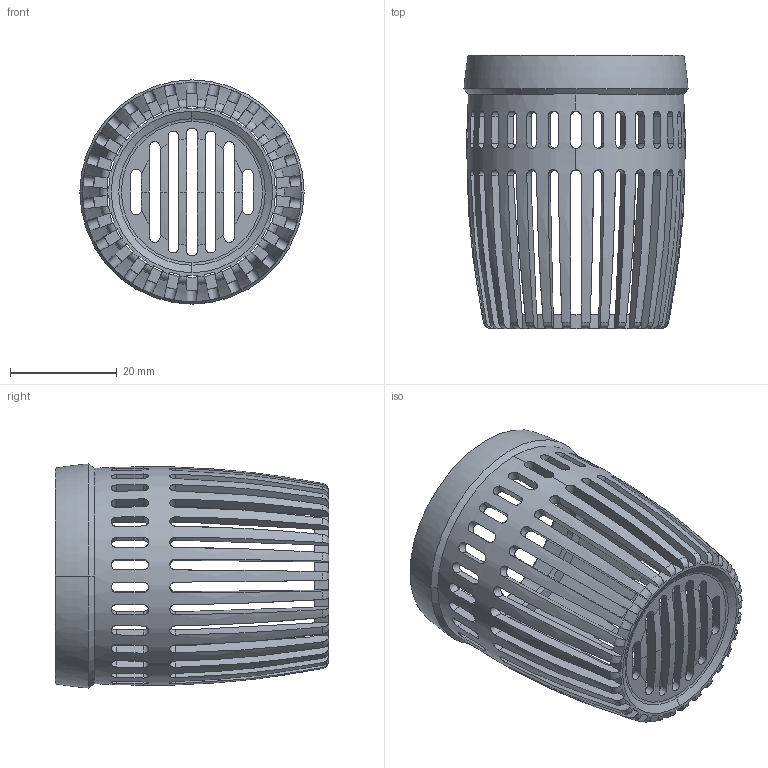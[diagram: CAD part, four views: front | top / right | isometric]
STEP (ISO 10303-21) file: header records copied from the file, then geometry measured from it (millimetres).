
FILE_DESCRIPTION (( 'STEP AP214' ), '1' );
FILE_NAME ('ÎÄÌ.005.02.00.00.003 Ðåøåòêà.STEP', '2020-08-05T11:43:51', ( '' ), ( '' ), 'SwSTEP 2.0', 'SolidWorks 2017', '' );
FILE_SCHEMA (( 'AUTOMOTIVE_DESIGN' ));
Length unit declared in the file: millimetre
Products named in the file (1): ÎÄÌ.005.02.00.00.003 Ðåøåòêà
Bounding box: 42.05 x 51.3 x 42.05 mm (x, y, z)
Volume: 8872.9 mm3; surface area: 15128.1 mm2
Topology: 1 solids, 1 shells, 376 faces, 1311 edges, 872 vertices
Faces by surface type: plane 171, cylinder 119, torus 38, cone 36, sphere 12
Entity records: 17724 total; most frequent: CARTESIAN_POINT 6977, ORIENTED_EDGE 2622, DIRECTION 1787, EDGE_CURVE 1311, VERTEX_POINT 872, AXIS2_PLACEMENT_3D 623, LINE 541, VECTOR 541
